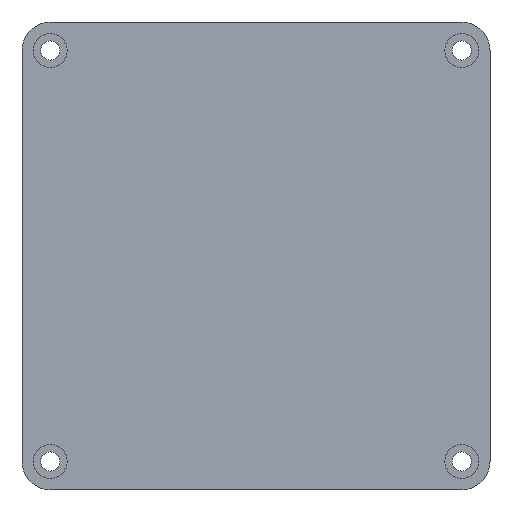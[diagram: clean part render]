
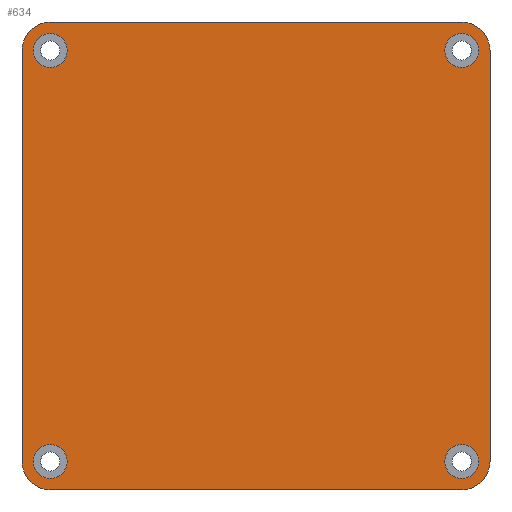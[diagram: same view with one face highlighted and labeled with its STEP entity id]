
A CAD part, front view. The second image highlights one B-rep face of the part: STEP entity #634.
In plain terms, the highlighted planar face has unit normal (0, -1, 0).
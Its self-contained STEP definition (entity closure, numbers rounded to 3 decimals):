
#23=FACE_BOUND('',#125,.T.);
#24=FACE_BOUND('',#126,.T.);
#25=FACE_BOUND('',#127,.T.);
#26=FACE_BOUND('',#128,.T.);
#48=PLANE('',#711);
#82=FACE_OUTER_BOUND('',#124,.T.);
#124=EDGE_LOOP('',(#549,#550,#551,#552,#553,#554,#555,#556));
#125=EDGE_LOOP('',(#557));
#126=EDGE_LOOP('',(#558));
#127=EDGE_LOOP('',(#559));
#128=EDGE_LOOP('',(#560));
#163=LINE('',#982,#215);
#169=LINE('',#997,#221);
#171=LINE('',#1003,#223);
#196=LINE('',#1077,#248);
#215=VECTOR('',#775,10.);
#221=VECTOR('',#791,10.);
#223=VECTOR('',#799,10.);
#248=VECTOR('',#882,10.);
#254=CIRCLE('',#664,5.);
#262=CIRCLE('',#675,5.);
#263=CIRCLE('',#677,5.);
#264=CIRCLE('',#680,5.);
#266=CIRCLE('',#690,3.);
#269=CIRCLE('',#695,3.);
#272=CIRCLE('',#700,3.);
#275=CIRCLE('',#705,3.);
#287=VERTEX_POINT('',#937);
#288=VERTEX_POINT('',#939);
#307=VERTEX_POINT('',#981);
#308=VERTEX_POINT('',#985);
#309=VERTEX_POINT('',#989);
#310=VERTEX_POINT('',#991);
#311=VERTEX_POINT('',#995);
#312=VERTEX_POINT('',#999);
#322=VERTEX_POINT('',#1036);
#325=VERTEX_POINT('',#1046);
#328=VERTEX_POINT('',#1056);
#331=VERTEX_POINT('',#1066);
#343=EDGE_CURVE('',#287,#288,#254,.T.);
#364=EDGE_CURVE('',#307,#288,#163,.T.);
#366=EDGE_CURVE('',#307,#308,#262,.T.);
#369=EDGE_CURVE('',#309,#310,#263,.T.);
#372=EDGE_CURVE('',#309,#311,#169,.T.);
#374=EDGE_CURVE('',#312,#311,#264,.T.);
#375=EDGE_CURVE('',#312,#308,#171,.T.);
#393=EDGE_CURVE('',#322,#322,#266,.T.);
#398=EDGE_CURVE('',#325,#325,#269,.T.);
#403=EDGE_CURVE('',#328,#328,#272,.T.);
#408=EDGE_CURVE('',#331,#331,#275,.T.);
#412=EDGE_CURVE('',#287,#310,#196,.T.);
#549=ORIENTED_EDGE('',*,*,#343,.F.);
#550=ORIENTED_EDGE('',*,*,#412,.T.);
#551=ORIENTED_EDGE('',*,*,#369,.F.);
#552=ORIENTED_EDGE('',*,*,#372,.T.);
#553=ORIENTED_EDGE('',*,*,#374,.F.);
#554=ORIENTED_EDGE('',*,*,#375,.T.);
#555=ORIENTED_EDGE('',*,*,#366,.F.);
#556=ORIENTED_EDGE('',*,*,#364,.T.);
#557=ORIENTED_EDGE('',*,*,#393,.F.);
#558=ORIENTED_EDGE('',*,*,#398,.F.);
#559=ORIENTED_EDGE('',*,*,#403,.F.);
#560=ORIENTED_EDGE('',*,*,#408,.F.);
#634=ADVANCED_FACE('',(#82,#23,#24,#25,#26),#48,.F.);
#664=AXIS2_PLACEMENT_3D('',#940,#742,#743);
#675=AXIS2_PLACEMENT_3D('',#986,#779,#780);
#677=AXIS2_PLACEMENT_3D('',#992,#785,#786);
#680=AXIS2_PLACEMENT_3D('',#1001,#795,#796);
#690=AXIS2_PLACEMENT_3D('',#1038,#832,#833);
#695=AXIS2_PLACEMENT_3D('',#1048,#844,#845);
#700=AXIS2_PLACEMENT_3D('',#1058,#856,#857);
#705=AXIS2_PLACEMENT_3D('',#1068,#868,#869);
#711=AXIS2_PLACEMENT_3D('',#1078,#883,#884);
#742=DIRECTION('center_axis',(0.,1.,0.));
#743=DIRECTION('ref_axis',(-0.707,0.,-0.707));
#775=DIRECTION('',(0.,0.,-1.));
#779=DIRECTION('center_axis',(0.,1.,0.));
#780=DIRECTION('ref_axis',(-0.707,0.,0.707));
#785=DIRECTION('center_axis',(0.,1.,0.));
#786=DIRECTION('ref_axis',(0.707,0.,-0.707));
#791=DIRECTION('',(0.,0.,1.));
#795=DIRECTION('center_axis',(0.,1.,0.));
#796=DIRECTION('ref_axis',(0.707,0.,0.707));
#799=DIRECTION('',(-1.,0.,0.));
#832=DIRECTION('center_axis',(0.,-1.,0.));
#833=DIRECTION('ref_axis',(1.,0.,0.));
#844=DIRECTION('center_axis',(0.,-1.,0.));
#845=DIRECTION('ref_axis',(1.,0.,0.));
#856=DIRECTION('center_axis',(0.,-1.,0.));
#857=DIRECTION('ref_axis',(1.,0.,0.));
#868=DIRECTION('center_axis',(0.,-1.,0.));
#869=DIRECTION('ref_axis',(1.,0.,0.));
#882=DIRECTION('',(1.,0.,0.));
#883=DIRECTION('center_axis',(0.,1.,0.));
#884=DIRECTION('ref_axis',(1.,0.,0.));
#937=CARTESIAN_POINT('',(-109.162,0.,-54.219));
#939=CARTESIAN_POINT('',(-114.162,0.,-49.219));
#940=CARTESIAN_POINT('Origin',(-109.162,0.,-49.219));
#981=CARTESIAN_POINT('',(-114.162,0.,23.471));
#982=CARTESIAN_POINT('',(-114.162,0.,28.471));
#985=CARTESIAN_POINT('',(-109.162,0.,28.471));
#986=CARTESIAN_POINT('Origin',(-109.162,0.,23.471));
#989=CARTESIAN_POINT('',(-31.392,0.,-49.219));
#991=CARTESIAN_POINT('',(-36.392,0.,-54.219));
#992=CARTESIAN_POINT('Origin',(-36.392,0.,-49.219));
#995=CARTESIAN_POINT('',(-31.392,0.,23.471));
#997=CARTESIAN_POINT('',(-31.392,0.,-54.219));
#999=CARTESIAN_POINT('',(-36.392,0.,28.471));
#1001=CARTESIAN_POINT('Origin',(-36.392,0.,23.471));
#1003=CARTESIAN_POINT('',(-31.392,0.,28.471));
#1036=CARTESIAN_POINT('',(-39.392,0.,-49.219));
#1038=CARTESIAN_POINT('Origin',(-36.392,0.,-49.219));
#1046=CARTESIAN_POINT('',(-112.162,0.,-49.219));
#1048=CARTESIAN_POINT('Origin',(-109.162,0.,-49.219));
#1056=CARTESIAN_POINT('',(-112.162,0.,23.471));
#1058=CARTESIAN_POINT('Origin',(-109.162,0.,23.471));
#1066=CARTESIAN_POINT('',(-39.392,0.,23.471));
#1068=CARTESIAN_POINT('Origin',(-36.392,0.,23.471));
#1077=CARTESIAN_POINT('',(-114.162,0.,-54.219));
#1078=CARTESIAN_POINT('Origin',(-72.777,0.,-12.874));
